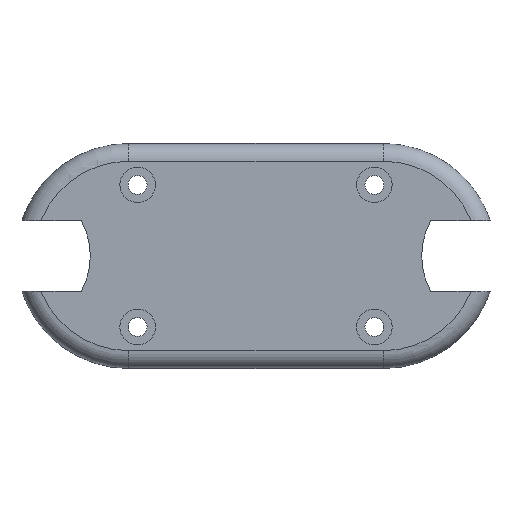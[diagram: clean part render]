
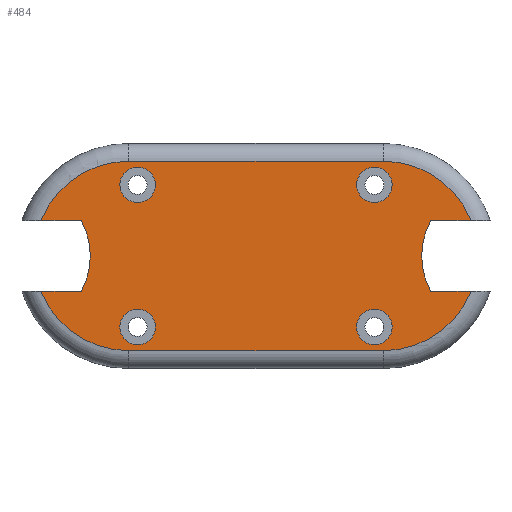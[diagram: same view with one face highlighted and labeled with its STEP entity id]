
A CAD part, top view. The second image highlights one B-rep face of the part: STEP entity #484.
In plain terms, the highlighted planar face has unit normal (0, 0, 1).
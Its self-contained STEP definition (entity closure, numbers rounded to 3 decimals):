
#112 = VERTEX_POINT('',#113);
#113 = CARTESIAN_POINT('',(21.5,16.,16.5));
#122 = VERTEX_POINT('',#123);
#123 = CARTESIAN_POINT('',(36.332,6.,16.5));
#146 = EDGE_CURVE('',#112,#122,#147,.T.);
#147 = CIRCLE('',#148,16.);
#148 = AXIS2_PLACEMENT_3D('',#149,#150,#151);
#149 = CARTESIAN_POINT('',(21.5,0.,16.5));
#150 = DIRECTION('',(-0.,0.,-1.));
#151 = DIRECTION('',(0.,1.,0.));
#237 = EDGE_CURVE('',#122,#238,#240,.T.);
#238 = VERTEX_POINT('',#239);
#239 = CARTESIAN_POINT('',(29.534,6.,16.5));
#240 = LINE('',#241,#242);
#241 = CARTESIAN_POINT('',(39.528,6.,16.5));
#242 = VECTOR('',#243,1.);
#243 = DIRECTION('',(-1.,0.,0.));
#464 = VERTEX_POINT('',#465);
#465 = CARTESIAN_POINT('',(-21.5,16.,16.5));
#472 = EDGE_CURVE('',#464,#112,#473,.T.);
#473 = LINE('',#474,#475);
#474 = CARTESIAN_POINT('',(-21.5,16.,16.5));
#475 = VECTOR('',#476,1.);
#476 = DIRECTION('',(1.,0.,0.));
#484 = ADVANCED_FACE('',(#485,#565,#576,#587,#598),#609,.T.);
#485 = FACE_BOUND('',#486,.T.);
#486 = EDGE_LOOP('',(#487,#497,#506,#514,#523,#531,#540,#548,#555,#556,
    #557,#558));
#487 = ORIENTED_EDGE('',*,*,#488,.T.);
#488 = EDGE_CURVE('',#489,#491,#493,.T.);
#489 = VERTEX_POINT('',#490);
#490 = CARTESIAN_POINT('',(-36.332,6.,16.5));
#491 = VERTEX_POINT('',#492);
#492 = CARTESIAN_POINT('',(-29.534,6.,16.5));
#493 = LINE('',#494,#495);
#494 = CARTESIAN_POINT('',(-39.528,6.,16.5));
#495 = VECTOR('',#496,1.);
#496 = DIRECTION('',(1.,0.,0.));
#497 = ORIENTED_EDGE('',*,*,#498,.F.);
#498 = EDGE_CURVE('',#499,#491,#501,.T.);
#499 = VERTEX_POINT('',#500);
#500 = CARTESIAN_POINT('',(-29.534,-6.,16.5));
#501 = CIRCLE('',#502,12.461);
#502 = AXIS2_PLACEMENT_3D('',#503,#504,#505);
#503 = CARTESIAN_POINT('',(-40.456,0.,16.5));
#504 = DIRECTION('',(0.,0.,1.));
#505 = DIRECTION('',(1.,0.,0.));
#506 = ORIENTED_EDGE('',*,*,#507,.F.);
#507 = EDGE_CURVE('',#508,#499,#510,.T.);
#508 = VERTEX_POINT('',#509);
#509 = CARTESIAN_POINT('',(-36.332,-6.,16.5));
#510 = LINE('',#511,#512);
#511 = CARTESIAN_POINT('',(-39.528,-6.,16.5));
#512 = VECTOR('',#513,1.);
#513 = DIRECTION('',(1.,0.,0.));
#514 = ORIENTED_EDGE('',*,*,#515,.F.);
#515 = EDGE_CURVE('',#516,#508,#518,.T.);
#516 = VERTEX_POINT('',#517);
#517 = CARTESIAN_POINT('',(-21.5,-16.,16.5));
#518 = CIRCLE('',#519,16.);
#519 = AXIS2_PLACEMENT_3D('',#520,#521,#522);
#520 = CARTESIAN_POINT('',(-21.5,0.,16.5));
#521 = DIRECTION('',(0.,-0.,-1.));
#522 = DIRECTION('',(0.,-1.,0.));
#523 = ORIENTED_EDGE('',*,*,#524,.F.);
#524 = EDGE_CURVE('',#525,#516,#527,.T.);
#525 = VERTEX_POINT('',#526);
#526 = CARTESIAN_POINT('',(21.5,-16.,16.5));
#527 = LINE('',#528,#529);
#528 = CARTESIAN_POINT('',(21.5,-16.,16.5));
#529 = VECTOR('',#530,1.);
#530 = DIRECTION('',(-1.,0.,0.));
#531 = ORIENTED_EDGE('',*,*,#532,.F.);
#532 = EDGE_CURVE('',#533,#525,#535,.T.);
#533 = VERTEX_POINT('',#534);
#534 = CARTESIAN_POINT('',(36.332,-6.,16.5));
#535 = CIRCLE('',#536,16.);
#536 = AXIS2_PLACEMENT_3D('',#537,#538,#539);
#537 = CARTESIAN_POINT('',(21.5,0.,16.5));
#538 = DIRECTION('',(0.,-0.,-1.));
#539 = DIRECTION('',(0.949,-0.316,0.));
#540 = ORIENTED_EDGE('',*,*,#541,.T.);
#541 = EDGE_CURVE('',#533,#542,#544,.T.);
#542 = VERTEX_POINT('',#543);
#543 = CARTESIAN_POINT('',(29.534,-6.,16.5));
#544 = LINE('',#545,#546);
#545 = CARTESIAN_POINT('',(39.528,-6.,16.5));
#546 = VECTOR('',#547,1.);
#547 = DIRECTION('',(-1.,0.,0.));
#548 = ORIENTED_EDGE('',*,*,#549,.F.);
#549 = EDGE_CURVE('',#238,#542,#550,.T.);
#550 = CIRCLE('',#551,12.461);
#551 = AXIS2_PLACEMENT_3D('',#552,#553,#554);
#552 = CARTESIAN_POINT('',(40.456,0.,16.5));
#553 = DIRECTION('',(0.,0.,1.));
#554 = DIRECTION('',(1.,0.,0.));
#555 = ORIENTED_EDGE('',*,*,#237,.F.);
#556 = ORIENTED_EDGE('',*,*,#146,.F.);
#557 = ORIENTED_EDGE('',*,*,#472,.F.);
#558 = ORIENTED_EDGE('',*,*,#559,.F.);
#559 = EDGE_CURVE('',#489,#464,#560,.T.);
#560 = CIRCLE('',#561,16.);
#561 = AXIS2_PLACEMENT_3D('',#562,#563,#564);
#562 = CARTESIAN_POINT('',(-21.5,0.,16.5));
#563 = DIRECTION('',(-0.,0.,-1.));
#564 = DIRECTION('',(-0.949,0.316,0.));
#565 = FACE_BOUND('',#566,.T.);
#566 = EDGE_LOOP('',(#567));
#567 = ORIENTED_EDGE('',*,*,#568,.F.);
#568 = EDGE_CURVE('',#569,#569,#571,.T.);
#569 = VERTEX_POINT('',#570);
#570 = CARTESIAN_POINT('',(-17.,-12.,16.5));
#571 = CIRCLE('',#572,3.);
#572 = AXIS2_PLACEMENT_3D('',#573,#574,#575);
#573 = CARTESIAN_POINT('',(-20.,-12.,16.5));
#574 = DIRECTION('',(0.,0.,1.));
#575 = DIRECTION('',(1.,0.,0.));
#576 = FACE_BOUND('',#577,.T.);
#577 = EDGE_LOOP('',(#578));
#578 = ORIENTED_EDGE('',*,*,#579,.F.);
#579 = EDGE_CURVE('',#580,#580,#582,.T.);
#580 = VERTEX_POINT('',#581);
#581 = CARTESIAN_POINT('',(23.,-12.,16.5));
#582 = CIRCLE('',#583,3.);
#583 = AXIS2_PLACEMENT_3D('',#584,#585,#586);
#584 = CARTESIAN_POINT('',(20.,-12.,16.5));
#585 = DIRECTION('',(0.,0.,1.));
#586 = DIRECTION('',(1.,0.,0.));
#587 = FACE_BOUND('',#588,.T.);
#588 = EDGE_LOOP('',(#589));
#589 = ORIENTED_EDGE('',*,*,#590,.F.);
#590 = EDGE_CURVE('',#591,#591,#593,.T.);
#591 = VERTEX_POINT('',#592);
#592 = CARTESIAN_POINT('',(-17.,12.,16.5));
#593 = CIRCLE('',#594,3.);
#594 = AXIS2_PLACEMENT_3D('',#595,#596,#597);
#595 = CARTESIAN_POINT('',(-20.,12.,16.5));
#596 = DIRECTION('',(0.,0.,1.));
#597 = DIRECTION('',(1.,0.,0.));
#598 = FACE_BOUND('',#599,.T.);
#599 = EDGE_LOOP('',(#600));
#600 = ORIENTED_EDGE('',*,*,#601,.F.);
#601 = EDGE_CURVE('',#602,#602,#604,.T.);
#602 = VERTEX_POINT('',#603);
#603 = CARTESIAN_POINT('',(23.,12.,16.5));
#604 = CIRCLE('',#605,3.);
#605 = AXIS2_PLACEMENT_3D('',#606,#607,#608);
#606 = CARTESIAN_POINT('',(20.,12.,16.5));
#607 = DIRECTION('',(0.,0.,1.));
#608 = DIRECTION('',(1.,0.,0.));
#609 = PLANE('',#610);
#610 = AXIS2_PLACEMENT_3D('',#611,#612,#613);
#611 = CARTESIAN_POINT('',(0.,0.,16.5));
#612 = DIRECTION('',(0.,0.,1.));
#613 = DIRECTION('',(1.,0.,0.));
